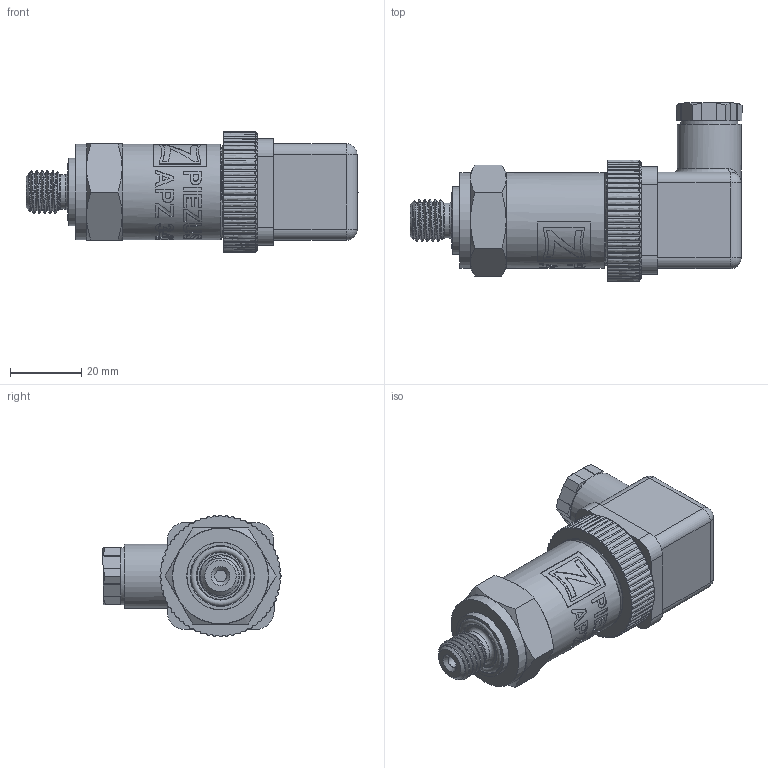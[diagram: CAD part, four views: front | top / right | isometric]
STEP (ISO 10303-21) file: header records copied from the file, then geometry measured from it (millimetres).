
FILE_DESCRIPTION(/* description */ (''),/* implementation_level */ '2;1');
FILE_NAME(/* name */ 'APZ3421_M12x1,5DIN_DIN43650A.step',/* time_stamp */ '2021-06-23T14:39:36+03:00',/* author */ (''),/* organization */ (''),/* preprocessor_version */ 'ST-DEVELOPER v18.1',/* originating_system */ 'Autodesk Translation Framework v10.9.0.1377',/* authorisation */ '');
FILE_SCHEMA (('AUTOMOTIVE_DESIGN { 1 0 10303 214 3 1 1 }'));
Products named in the file (5): APZ3421_M12x1,5DIN_DIN43650A; M12x1,5 DIN; OMAL nut M27x1.5 v8; DIN 43650A female part 28 mm high v4; DIN 43650A male Hirshmann round base v3
Assembly tree (4 placements, depth 2):
  APZ3421_M12x1,5DIN_DIN43650A
    M12x1,5 DIN
    OMAL nut M27x1.5 v8
    DIN 43650A female part 28 mm high v4
    DIN 43650A male Hirshmann round base v3
Bounding box: 93.25 x 50.02 x 34 mm (x, y, z)
Volume: 58042 mm3; surface area: 19921.5 mm2
Topology: 5 solids, 5 shells, 1369 faces, 3727 edges, 2464 vertices
Faces by surface type: plane 563, bspline 535, cylinder 210, cone 32, torus 23, sphere 6
Full cylindrical faces by diameter (mm): 1.6 x4, 1.65 x4, 2 x1, 2.2 x1, 2.537 x16, 2.579 x1, 2.938 x11, 3.2 x1, 3.3 x1, 5 x1, 6 x1, 7.8 x1, 8 x1, 9.8 x1, 10 x1, 10.137 x5, 11.85 x4, 13.5 x2, 16 x1, 16.7 x2, 18 x1, 21 x1, 21.4 x2, 22 x1, 22.5 x1, 24.4 x1, 25.132 x4, 25.526 x4, 26.85 x5, 27.208 x5
Entity records: 84686 total; most frequent: CARTESIAN_POINT 52942, ORIENTED_EDGE 7450, DIRECTION 4893, EDGE_CURVE 3725, VERTEX_POINT 2464, LINE 2007, VECTOR 2007, EDGE_LOOP 1487
